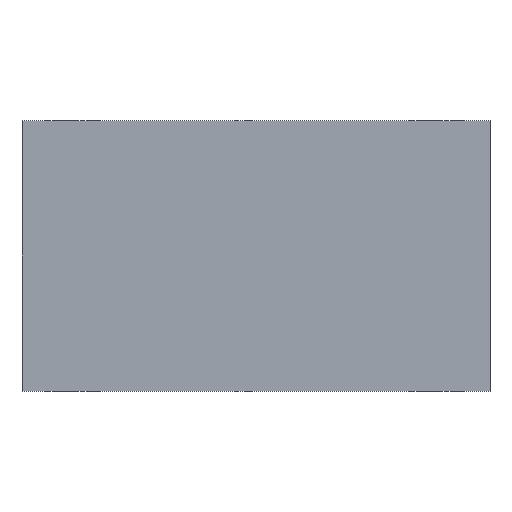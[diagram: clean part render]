
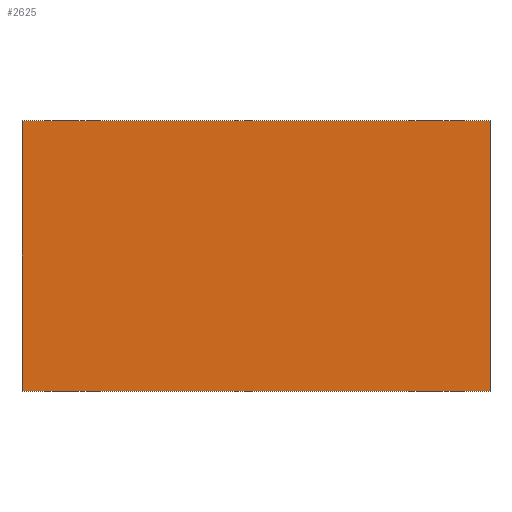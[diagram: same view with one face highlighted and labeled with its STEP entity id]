
A CAD part, front view. The second image highlights one B-rep face of the part: STEP entity #2625.
In plain terms, the highlighted planar face has unit normal (0, -1, 0).
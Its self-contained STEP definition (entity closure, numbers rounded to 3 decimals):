
#175=LINE('',#3873,#378);
#190=LINE('',#4224,#393);
#193=LINE('',#4233,#396);
#195=LINE('',#4240,#398);
#378=VECTOR('',#3096,1000.);
#393=VECTOR('',#3191,1000.);
#396=VECTOR('',#3200,1000.);
#398=VECTOR('',#3208,1000.);
#697=ORIENTED_EDGE('',*,*,#1468,.T.);
#698=ORIENTED_EDGE('',*,*,#1459,.F.);
#699=ORIENTED_EDGE('',*,*,#1464,.F.);
#700=ORIENTED_EDGE('',*,*,#1365,.T.);
#1365=EDGE_CURVE('',#1754,#1753,#175,.T.);
#1459=EDGE_CURVE('',#1839,#1840,#190,.T.);
#1464=EDGE_CURVE('',#1754,#1839,#193,.T.);
#1468=EDGE_CURVE('',#1753,#1840,#195,.T.);
#1753=VERTEX_POINT('',#3872);
#1754=VERTEX_POINT('',#3874);
#1839=VERTEX_POINT('',#4223);
#1840=VERTEX_POINT('',#4225);
#2149=EDGE_LOOP('',(#697,#698,#699,#700));
#2352=FACE_BOUND('',#2149,.T.);
#2536=PLANE('',#2841);
#2625=ADVANCED_FACE('',(#2352),#2536,.F.);
#2841=AXIS2_PLACEMENT_3D('',#4241,#3209,#3210);
#3096=DIRECTION('',(0.,0.,-1.));
#3191=DIRECTION('',(0.,0.,-1.));
#3200=DIRECTION('',(1.,0.,0.));
#3208=DIRECTION('',(1.,0.,0.));
#3209=DIRECTION('',(0.,1.,0.));
#3210=DIRECTION('',(0.,0.,1.));
#3872=CARTESIAN_POINT('',(-22.5,0.,-13.));
#3873=CARTESIAN_POINT('',(-22.5,0.,13.));
#3874=CARTESIAN_POINT('',(-22.5,0.,13.));
#4223=CARTESIAN_POINT('',(22.5,0.,13.));
#4224=CARTESIAN_POINT('',(22.5,0.,13.));
#4225=CARTESIAN_POINT('',(22.5,0.,-13.));
#4233=CARTESIAN_POINT('',(-22.5,0.,13.));
#4240=CARTESIAN_POINT('',(-22.5,0.,-13.));
#4241=CARTESIAN_POINT('',(-22.5,0.,13.));
